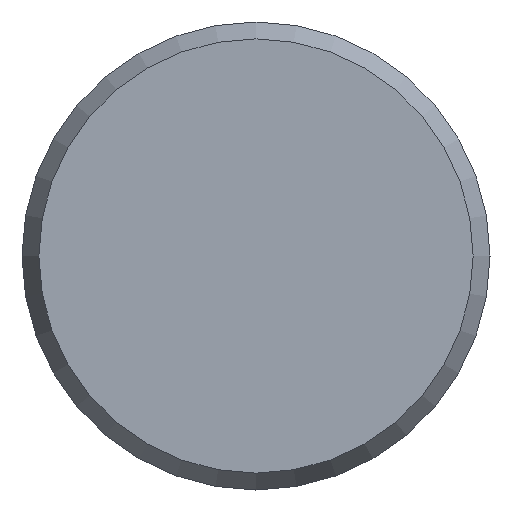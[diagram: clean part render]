
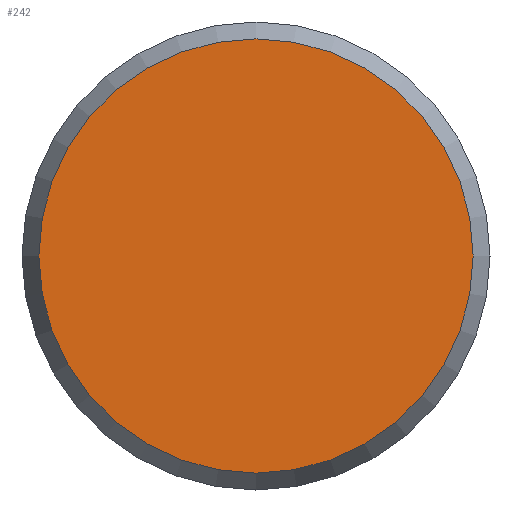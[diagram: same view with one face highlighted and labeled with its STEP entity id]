
A CAD part, left-side view. The second image highlights one B-rep face of the part: STEP entity #242.
In plain terms, the highlighted planar face has unit normal (-1, 0, 0).
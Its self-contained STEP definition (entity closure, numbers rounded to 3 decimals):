
#31 = EDGE_LOOP ( 'NONE', ( #56 ) ) ;
#54 = EDGE_CURVE ( 'NONE', #198, #198, #104, .T. ) ;
#56 = ORIENTED_EDGE ( 'NONE', *, *, #54, .T. ) ;
#61 = AXIS2_PLACEMENT_3D ( 'NONE', #219, #172, #271 ) ;
#65 = PLANE ( 'NONE',  #153 ) ;
#89 = CARTESIAN_POINT ( 'NONE',  ( -19.5, 0., 7.423 ) ) ;
#104 = CIRCLE ( 'NONE', #61, 7.423 ) ;
#127 = DIRECTION ( 'NONE',  ( 0., 0., -1. ) ) ;
#144 = DIRECTION ( 'NONE',  ( 1., 0., 0. ) ) ;
#153 = AXIS2_PLACEMENT_3D ( 'NONE', #166, #144, #127 ) ;
#166 = CARTESIAN_POINT ( 'NONE',  ( -19.5, 7.423, 0. ) ) ;
#172 = DIRECTION ( 'NONE',  ( -1., 0., 0. ) ) ;
#198 = VERTEX_POINT ( 'NONE', #89 ) ;
#219 = CARTESIAN_POINT ( 'NONE',  ( -19.5, 0., 0. ) ) ;
#242 = ADVANCED_FACE ( 'NONE', ( #285 ), #65, .F. ) ;
#271 = DIRECTION ( 'NONE',  ( 0., 0., 1. ) ) ;
#285 = FACE_OUTER_BOUND ( 'NONE', #31, .T. ) ;
